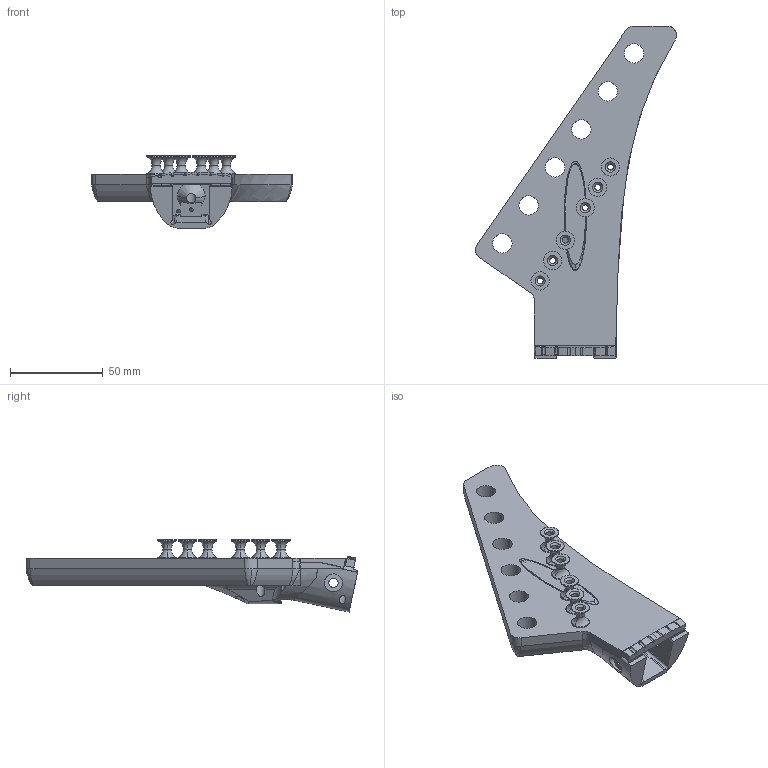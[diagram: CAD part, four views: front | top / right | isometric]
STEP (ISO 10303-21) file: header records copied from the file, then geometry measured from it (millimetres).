
FILE_DESCRIPTION(/* description */ ('STEP AP242','CAx-IF Rec.Pracs.---Representation and Presentation of Product Manufacturing Information (PMI)---4.0---2014-10-13','CAx-IF Rec.Pracs.---3D Tessellated Geometry---0.4---2014-09-14','2;1'),/* implementation_level */ '2;1');
FILE_NAME(/* name */ '67d75d4495a3c112cb39ffac',/* time_stamp */ '2025-03-16T23:22:45Z',/* author */ (''),/* organization */ (''),/* preprocessor_version */ 'ST-DEVELOPER v20',/* originating_system */ 'ONSHAPE BY PTC INC, 1.195',/* authorisation */ ' ');
FILE_SCHEMA (('AP242_MANAGED_MODEL_BASED_3D_ENGINEERING_MIM_LF { 1 0 10303 442 1 1 4 }'));
Length unit declared in the file: metre
Products named in the file (5): Jack's Son's Head; Tree; Head; Plug; Electric - 38mm
Assembly tree (9 placements, depth 2):
  Jack's Son's Head
    Tree  x6
    Head
    Plug
    Electric - 38mm
Bounding box: 108.58 x 179.45 x 38.93 mm (x, y, z)
Volume: 122453.6 mm3; surface area: 36991.7 mm2
Topology: 9 solids, 9 shells, 474 faces, 1242 edges, 789 vertices
Faces by surface type: cylinder 213, torus 115, plane 91, bspline 31, cone 21, sphere 3
Entity records: 12956 total; most frequent: CARTESIAN_POINT 3709, ORIENTED_EDGE 1984, DIRECTION 1891, EDGE_CURVE 992, AXIS2_PLACEMENT_3D 785, VERTEX_POINT 654, CIRCLE 411, EDGE_LOOP 408
